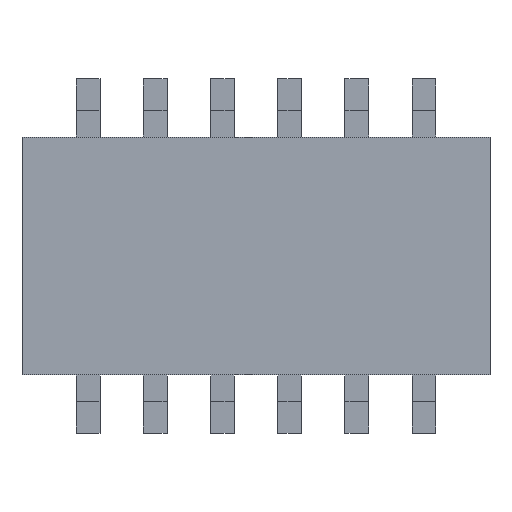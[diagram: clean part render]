
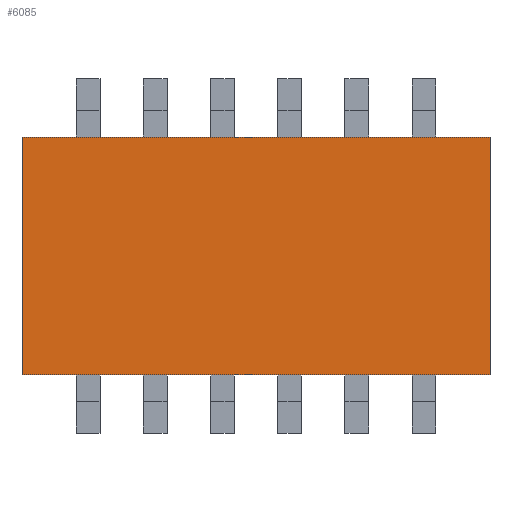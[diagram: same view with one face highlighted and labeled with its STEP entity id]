
A CAD part, front view. The second image highlights one B-rep face of the part: STEP entity #6085.
In plain terms, the highlighted planar face has unit normal (0, -1, 0).
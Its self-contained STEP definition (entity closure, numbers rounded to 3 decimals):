
#8 = LINE ( 'NONE', #9, #10 ) ;
#9 = CARTESIAN_POINT ( 'NONE',  ( 7.6, 0.1, -2.25 ) ) ;
#10 = VECTOR ( 'NONE', #11, 1000. ) ;
#11 = DIRECTION ( 'NONE',  ( 0., 0., -1. ) ) ;
#301 = LINE ( 'NONE', #302, #303 ) ;
#302 = CARTESIAN_POINT ( 'NONE',  ( -1.25, 0.1, -2.25 ) ) ;
#303 = VECTOR ( 'NONE', #304, 1000. ) ;
#304 = DIRECTION ( 'NONE',  ( -1., 0., 0. ) ) ;
#432 = CARTESIAN_POINT ( 'NONE',  ( -1.25, 0.1, -2.25 ) ) ;
#678 = LINE ( 'NONE', #679, #680 ) ;
#679 = CARTESIAN_POINT ( 'NONE',  ( -1.25, 0.1, 2.25 ) ) ;
#680 = VECTOR ( 'NONE', #681, 1000. ) ;
#681 = DIRECTION ( 'NONE',  ( 1., 0., 0. ) ) ;
#684 = VERTEX_POINT ( 'NONE', #5828 ) ;
#1096 = FACE_OUTER_BOUND ( 'NONE', #1526, .T. ) ;
#1114 = PLANE ( 'NONE',  #1119 ) ;
#1119 = AXIS2_PLACEMENT_3D ( 'NONE', #1120, #1121, #1122 ) ;
#1120 = CARTESIAN_POINT ( 'NONE',  ( -1.25, 0.1, 2.25 ) ) ;
#1121 = DIRECTION ( 'NONE',  ( 0., 1., 0. ) ) ;
#1122 = DIRECTION ( 'NONE',  ( 0., 0., 1. ) ) ;
#1526 = EDGE_LOOP ( 'NONE', ( #4305, #2833, #4096, #4988 ) ) ;
#2324 = EDGE_CURVE ( 'NONE', #3349, #684, #6867, .T. ) ;
#2500 = VERTEX_POINT ( 'NONE', #6940 ) ;
#2833 = ORIENTED_EDGE ( 'NONE', *, *, #3213, .F. ) ;
#3213 = EDGE_CURVE ( 'NONE', #2500, #3349, #301, .T. ) ;
#3273 = CARTESIAN_POINT ( 'NONE',  ( 7.6, 0.1, 2.25 ) ) ;
#3349 = VERTEX_POINT ( 'NONE', #432 ) ;
#4096 = ORIENTED_EDGE ( 'NONE', *, *, #4987, .F. ) ;
#4305 = ORIENTED_EDGE ( 'NONE', *, *, #2324, .F. ) ;
#4490 = VERTEX_POINT ( 'NONE', #3273 ) ;
#4987 = EDGE_CURVE ( 'NONE', #4490, #2500, #8, .T. ) ;
#4988 = ORIENTED_EDGE ( 'NONE', *, *, #5067, .F. ) ;
#5067 = EDGE_CURVE ( 'NONE', #684, #4490, #678, .T. ) ;
#5828 = CARTESIAN_POINT ( 'NONE',  ( -1.25, 0.1, 2.25 ) ) ;
#6085 = ADVANCED_FACE ( 'NONE', ( #1096 ), #1114, .F. ) ;
#6867 = LINE ( 'NONE', #6868, #6869 ) ;
#6868 = CARTESIAN_POINT ( 'NONE',  ( -1.25, 0.1, -2.25 ) ) ;
#6869 = VECTOR ( 'NONE', #6870, 1000. ) ;
#6870 = DIRECTION ( 'NONE',  ( 0., 0., 1. ) ) ;
#6940 = CARTESIAN_POINT ( 'NONE',  ( 7.6, 0.1, -2.25 ) ) ;
